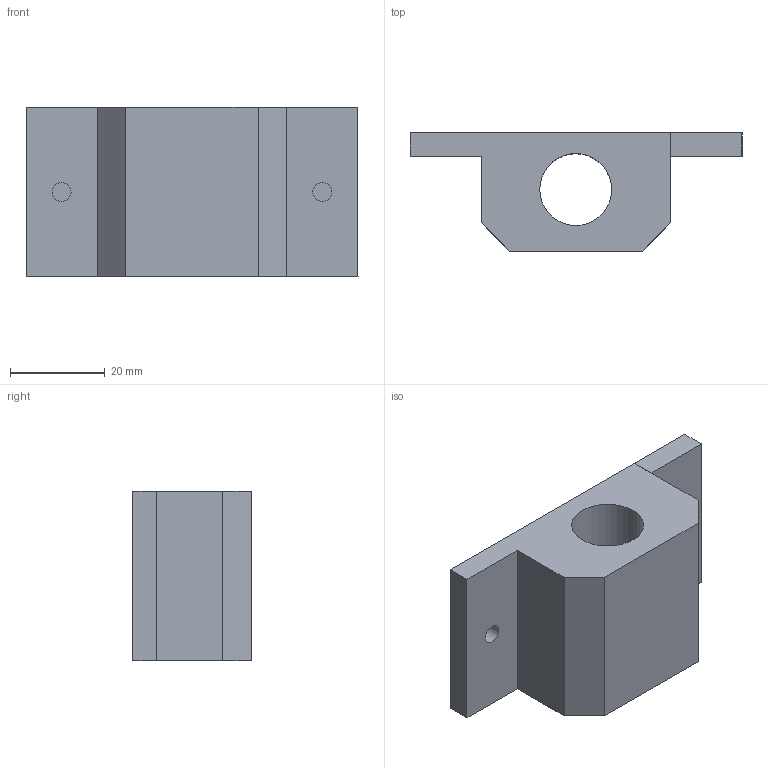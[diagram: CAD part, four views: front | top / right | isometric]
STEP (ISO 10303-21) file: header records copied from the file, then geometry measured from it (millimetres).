
FILE_DESCRIPTION(/* description */ (''),/* implementation_level */ '2;1');
FILE_NAME(/* name */ 'Bed Bracket 5.step',/* time_stamp */ '2026-01-06T23:10:10-06:00',/* author */ (''),/* organization */ (''),/* preprocessor_version */ 'ST-DEVELOPER v20.1',/* originating_system */ 'Autodesk Translation Framework v14.21.0.0',/* authorisation */ '');
FILE_SCHEMA (('AUTOMOTIVE_DESIGN { 1 0 10303 214 3 1 1 }'));
Length unit declared in the file: millimetre
Products named in the file (1): Bed Bracket 5
Bounding box: 70.08 x 25 x 35.81 mm (x, y, z)
Volume: 33320.5 mm3; surface area: 10229.9 mm2
Topology: 1 solids, 1 shells, 19 faces, 44 edges, 29 vertices
Faces by surface type: plane 16, cylinder 3
Full cylindrical faces by diameter (mm): 4 x2, 15.2 x1
Entity records: 580 total; most frequent: CARTESIAN_POINT 93, DIRECTION 90, ORIENTED_EDGE 88, EDGE_CURVE 44, LINE 38, VECTOR 38, VERTEX_POINT 29, AXIS2_PLACEMENT_3D 26
